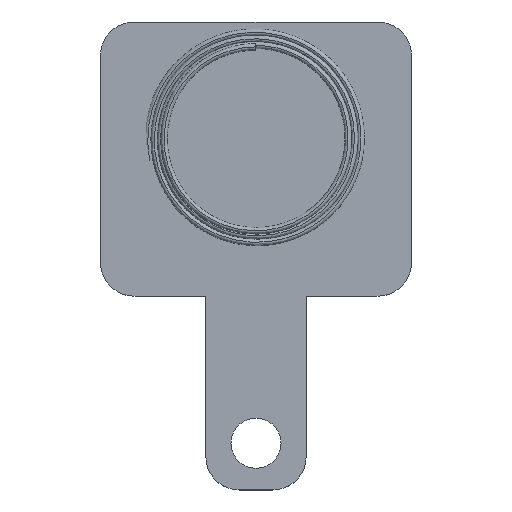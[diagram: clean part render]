
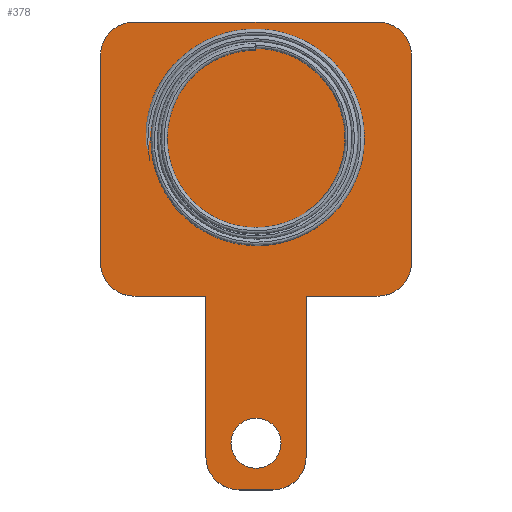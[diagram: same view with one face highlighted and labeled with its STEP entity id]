
A CAD part, top view. The second image highlights one B-rep face of the part: STEP entity #378.
In plain terms, the highlighted planar face has unit normal (0, 0, 1).
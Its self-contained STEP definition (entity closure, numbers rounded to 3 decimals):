
#15=FACE_BOUND('',#151,.T.);
#20=LINE('',#1655,#51);
#23=LINE('',#1661,#54);
#27=LINE('',#1673,#58);
#31=LINE('',#1685,#62);
#35=LINE('',#1697,#66);
#39=LINE('',#1709,#70);
#42=LINE('',#1715,#73);
#46=LINE('',#1727,#77);
#51=VECTOR('',#449,10.);
#54=VECTOR('',#454,10.);
#58=VECTOR('',#466,10.);
#62=VECTOR('',#478,10.);
#66=VECTOR('',#490,10.);
#70=VECTOR('',#502,10.);
#73=VECTOR('',#507,10.);
#77=VECTOR('',#519,10.);
#79=CIRCLE('',#399,0.75);
#82=CIRCLE('',#405,1.);
#84=CIRCLE('',#409,1.);
#86=CIRCLE('',#413,1.);
#88=CIRCLE('',#417,1.);
#90=CIRCLE('',#422,1.);
#92=CIRCLE('',#426,1.);
#129=FACE_OUTER_BOUND('',#150,.T.);
#150=EDGE_LOOP('',(#317,#318,#319,#320,#321,#322,#323,#324,#325,#326,#327,
#328,#329,#330));
#151=EDGE_LOOP('',(#331));
#164=VERTEX_POINT('',#1643);
#168=VERTEX_POINT('',#1652);
#169=VERTEX_POINT('',#1654);
#171=VERTEX_POINT('',#1660);
#173=VERTEX_POINT('',#1666);
#175=VERTEX_POINT('',#1672);
#177=VERTEX_POINT('',#1678);
#179=VERTEX_POINT('',#1684);
#181=VERTEX_POINT('',#1690);
#183=VERTEX_POINT('',#1696);
#185=VERTEX_POINT('',#1702);
#187=VERTEX_POINT('',#1708);
#189=VERTEX_POINT('',#1714);
#191=VERTEX_POINT('',#1720);
#193=VERTEX_POINT('',#1726);
#200=EDGE_CURVE('',#164,#164,#79,.T.);
#205=EDGE_CURVE('',#169,#168,#20,.T.);
#208=EDGE_CURVE('',#171,#169,#23,.T.);
#211=EDGE_CURVE('',#173,#171,#82,.T.);
#214=EDGE_CURVE('',#175,#173,#27,.T.);
#217=EDGE_CURVE('',#177,#175,#84,.T.);
#220=EDGE_CURVE('',#179,#177,#31,.T.);
#223=EDGE_CURVE('',#181,#179,#86,.T.);
#226=EDGE_CURVE('',#183,#181,#35,.T.);
#229=EDGE_CURVE('',#185,#183,#88,.T.);
#232=EDGE_CURVE('',#187,#185,#39,.T.);
#235=EDGE_CURVE('',#189,#187,#42,.T.);
#238=EDGE_CURVE('',#191,#189,#90,.T.);
#241=EDGE_CURVE('',#193,#191,#46,.T.);
#244=EDGE_CURVE('',#168,#193,#92,.T.);
#317=ORIENTED_EDGE('',*,*,#244,.T.);
#318=ORIENTED_EDGE('',*,*,#241,.T.);
#319=ORIENTED_EDGE('',*,*,#238,.T.);
#320=ORIENTED_EDGE('',*,*,#235,.T.);
#321=ORIENTED_EDGE('',*,*,#232,.T.);
#322=ORIENTED_EDGE('',*,*,#229,.T.);
#323=ORIENTED_EDGE('',*,*,#226,.T.);
#324=ORIENTED_EDGE('',*,*,#223,.T.);
#325=ORIENTED_EDGE('',*,*,#220,.T.);
#326=ORIENTED_EDGE('',*,*,#217,.T.);
#327=ORIENTED_EDGE('',*,*,#214,.T.);
#328=ORIENTED_EDGE('',*,*,#211,.T.);
#329=ORIENTED_EDGE('',*,*,#208,.T.);
#330=ORIENTED_EDGE('',*,*,#205,.T.);
#331=ORIENTED_EDGE('',*,*,#200,.T.);
#357=PLANE('',#427);
#378=ADVANCED_FACE('',(#129,#15),#357,.T.);
#399=AXIS2_PLACEMENT_3D('',#1644,#440,#441);
#405=AXIS2_PLACEMENT_3D('',#1667,#460,#461);
#409=AXIS2_PLACEMENT_3D('',#1679,#472,#473);
#413=AXIS2_PLACEMENT_3D('',#1691,#484,#485);
#417=AXIS2_PLACEMENT_3D('',#1703,#496,#497);
#422=AXIS2_PLACEMENT_3D('',#1721,#513,#514);
#426=AXIS2_PLACEMENT_3D('',#1731,#525,#526);
#427=AXIS2_PLACEMENT_3D('',#1732,#527,#528);
#440=DIRECTION('center_axis',(0.,0.,-1.));
#441=DIRECTION('ref_axis',(1.,0.,0.));
#449=DIRECTION('',(0.,-1.,0.));
#454=DIRECTION('',(1.,0.,0.));
#460=DIRECTION('center_axis',(0.,0.,1.));
#461=DIRECTION('ref_axis',(-1.,0.,0.));
#466=DIRECTION('',(0.,-1.,0.));
#472=DIRECTION('center_axis',(0.,0.,1.));
#473=DIRECTION('ref_axis',(0.,1.,0.));
#478=DIRECTION('',(-1.,0.,0.));
#484=DIRECTION('center_axis',(0.,0.,1.));
#485=DIRECTION('ref_axis',(1.,0.,0.));
#490=DIRECTION('',(0.,1.,0.));
#496=DIRECTION('center_axis',(0.,0.,1.));
#497=DIRECTION('ref_axis',(0.,-1.,0.));
#502=DIRECTION('',(1.,0.,0.));
#507=DIRECTION('',(0.,1.,0.));
#513=DIRECTION('center_axis',(0.,0.,1.));
#514=DIRECTION('ref_axis',(0.,-1.,0.));
#519=DIRECTION('',(1.,0.,0.));
#525=DIRECTION('center_axis',(0.,0.,1.));
#526=DIRECTION('ref_axis',(-1.,0.,0.));
#527=DIRECTION('center_axis',(0.,0.,1.));
#528=DIRECTION('ref_axis',(1.,0.,0.));
#1643=CARTESIAN_POINT('',(-0.75,-8.5,0.3));
#1644=CARTESIAN_POINT('Origin',(0.,-8.5,0.3));
#1652=CARTESIAN_POINT('',(-1.5,-8.9,0.3));
#1654=CARTESIAN_POINT('',(-1.5,-4.1,0.3));
#1655=CARTESIAN_POINT('',(-1.5,-8.9,0.3));
#1660=CARTESIAN_POINT('',(-3.65,-4.1,0.3));
#1661=CARTESIAN_POINT('',(3.65,-4.1,0.3));
#1666=CARTESIAN_POINT('',(-4.65,-3.1,0.3));
#1667=CARTESIAN_POINT('Origin',(-3.65,-3.1,0.3));
#1672=CARTESIAN_POINT('',(-4.65,3.1,0.3));
#1673=CARTESIAN_POINT('',(-4.65,-3.1,0.3));
#1678=CARTESIAN_POINT('',(-3.65,4.1,0.3));
#1679=CARTESIAN_POINT('Origin',(-3.65,3.1,0.3));
#1684=CARTESIAN_POINT('',(3.65,4.1,0.3));
#1685=CARTESIAN_POINT('',(-3.65,4.1,0.3));
#1690=CARTESIAN_POINT('',(4.65,3.1,0.3));
#1691=CARTESIAN_POINT('Origin',(3.65,3.1,0.3));
#1696=CARTESIAN_POINT('',(4.65,-3.1,0.3));
#1697=CARTESIAN_POINT('',(4.65,3.1,0.3));
#1702=CARTESIAN_POINT('',(3.65,-4.1,0.3));
#1703=CARTESIAN_POINT('Origin',(3.65,-3.1,0.3));
#1708=CARTESIAN_POINT('',(1.5,-4.1,0.3));
#1709=CARTESIAN_POINT('',(3.65,-4.1,0.3));
#1714=CARTESIAN_POINT('',(1.5,-8.9,0.3));
#1715=CARTESIAN_POINT('',(1.5,-4.1,0.3));
#1720=CARTESIAN_POINT('',(0.5,-9.9,0.3));
#1721=CARTESIAN_POINT('Origin',(0.5,-8.9,0.3));
#1726=CARTESIAN_POINT('',(-0.5,-9.9,0.3));
#1727=CARTESIAN_POINT('',(0.5,-9.9,0.3));
#1731=CARTESIAN_POINT('Origin',(-0.5,-8.9,0.3));
#1732=CARTESIAN_POINT('Origin',(0.,-2.9,0.3));
